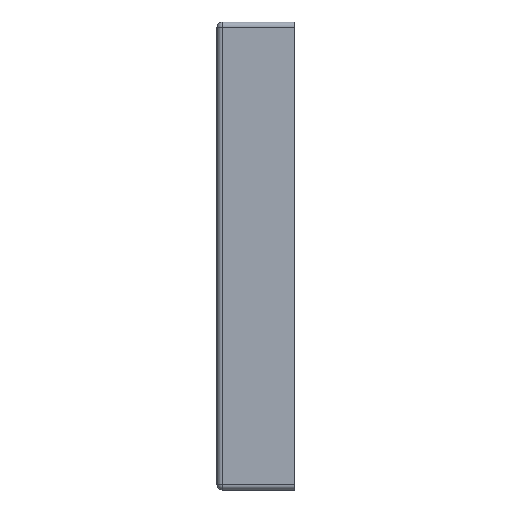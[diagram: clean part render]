
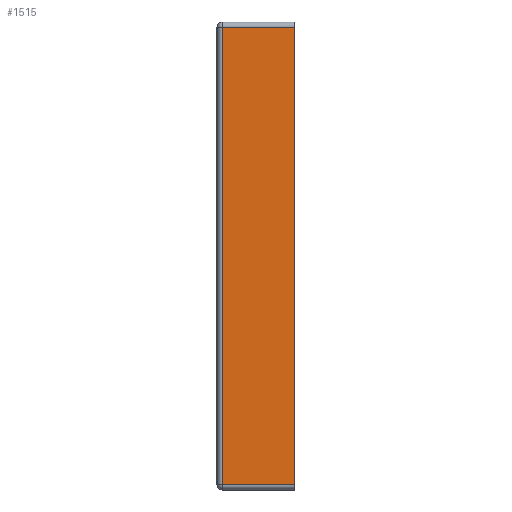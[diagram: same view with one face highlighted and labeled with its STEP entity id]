
A CAD part, left-side view. The second image highlights one B-rep face of the part: STEP entity #1515.
In plain terms, the highlighted planar face has unit normal (-1, 0, 0).
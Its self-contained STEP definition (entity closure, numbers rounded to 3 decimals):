
#24 = VERTEX_POINT ( 'NONE', #1272 ) ;
#129 = VECTOR ( 'NONE', #611, 1000. ) ;
#196 = ORIENTED_EDGE ( 'NONE', *, *, #925, .T. ) ;
#456 = ORIENTED_EDGE ( 'NONE', *, *, #787, .T. ) ;
#483 = LINE ( 'NONE', #564, #2586 ) ;
#535 = DIRECTION ( 'NONE',  ( 0., 0., -1. ) ) ;
#564 = CARTESIAN_POINT ( 'NONE',  ( -45., 15., 44. ) ) ;
#594 = CARTESIAN_POINT ( 'NONE',  ( -45., 14., -44. ) ) ;
#611 = DIRECTION ( 'NONE',  ( 0., 0., 1. ) ) ;
#725 = CARTESIAN_POINT ( 'NONE',  ( -45., 14., 44. ) ) ;
#787 = EDGE_CURVE ( 'NONE', #24, #2221, #2776, .T. ) ;
#790 = LINE ( 'NONE', #915, #3459 ) ;
#915 = CARTESIAN_POINT ( 'NONE',  ( -45., 15., -44. ) ) ;
#925 = EDGE_CURVE ( 'NONE', #1458, #2307, #1558, .T. ) ;
#1030 = PLANE ( 'NONE',  #1146 ) ;
#1146 = AXIS2_PLACEMENT_3D ( 'NONE', #1257, #2886, #1278 ) ;
#1257 = CARTESIAN_POINT ( 'NONE',  ( -45., 15., -45. ) ) ;
#1272 = CARTESIAN_POINT ( 'NONE',  ( -45., 0., -44. ) ) ;
#1278 = DIRECTION ( 'NONE',  ( 0., 0., -1. ) ) ;
#1377 = CARTESIAN_POINT ( 'NONE',  ( -45., 0., -45. ) ) ;
#1458 = VERTEX_POINT ( 'NONE', #725 ) ;
#1515 = ADVANCED_FACE ( 'NONE', ( #1737 ), #1030, .F. ) ;
#1558 = LINE ( 'NONE', #1844, #3450 ) ;
#1737 = FACE_OUTER_BOUND ( 'NONE', #2238, .T. ) ;
#1844 = CARTESIAN_POINT ( 'NONE',  ( -45., 14., -45. ) ) ;
#2029 = ORIENTED_EDGE ( 'NONE', *, *, #2256, .T. ) ;
#2117 = CARTESIAN_POINT ( 'NONE',  ( -45., 0., 44. ) ) ;
#2221 = VERTEX_POINT ( 'NONE', #2117 ) ;
#2238 = EDGE_LOOP ( 'NONE', ( #456, #2029, #196, #3223 ) ) ;
#2256 = EDGE_CURVE ( 'NONE', #2221, #1458, #483, .T. ) ;
#2307 = VERTEX_POINT ( 'NONE', #594 ) ;
#2586 = VECTOR ( 'NONE', #3220, 1000. ) ;
#2776 = LINE ( 'NONE', #1377, #129 ) ;
#2881 = EDGE_CURVE ( 'NONE', #2307, #24, #790, .T. ) ;
#2886 = DIRECTION ( 'NONE',  ( 1., 0., 0. ) ) ;
#3038 = DIRECTION ( 'NONE',  ( 0., -1., 0. ) ) ;
#3220 = DIRECTION ( 'NONE',  ( 0., 1., 0. ) ) ;
#3223 = ORIENTED_EDGE ( 'NONE', *, *, #2881, .T. ) ;
#3450 = VECTOR ( 'NONE', #535, 1000. ) ;
#3459 = VECTOR ( 'NONE', #3038, 1000. ) ;
